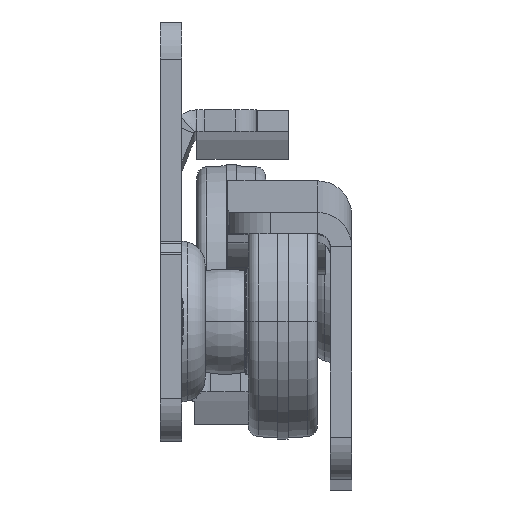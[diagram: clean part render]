
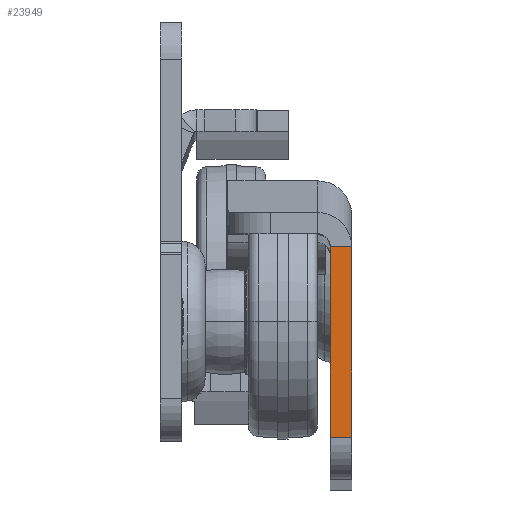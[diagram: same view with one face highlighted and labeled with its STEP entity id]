
A CAD part, top view. The second image highlights one B-rep face of the part: STEP entity #23949.
In plain terms, the highlighted planar face has unit normal (0, 0, 1).
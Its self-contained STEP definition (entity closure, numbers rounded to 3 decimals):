
#1590 = LINE ( 'NONE', #50216, #51131 ) ;
#3405 = ORIENTED_EDGE ( 'NONE', *, *, #16966, .T. ) ;
#6832 = DIRECTION ( 'NONE',  ( 0., -1., 0. ) ) ;
#11019 = DIRECTION ( 'NONE',  ( 0., 0., 1. ) ) ;
#16092 = EDGE_CURVE ( 'NONE', #32897, #17507, #31404, .T. ) ;
#16966 = EDGE_CURVE ( 'NONE', #17507, #19391, #29299, .T. ) ;
#17507 = VERTEX_POINT ( 'NONE', #48222 ) ;
#18952 = ORIENTED_EDGE ( 'NONE', *, *, #40967, .F. ) ;
#19391 = VERTEX_POINT ( 'NONE', #48444 ) ;
#22297 = CARTESIAN_POINT ( 'NONE',  ( 0., 10.226, 545.5 ) ) ;
#22508 = FACE_OUTER_BOUND ( 'NONE', #22511, .T. ) ;
#22511 = EDGE_LOOP ( 'NONE', ( #18952, #40847, #3405, #23635 ) ) ;
#23200 = VECTOR ( 'NONE', #6832, 1000. ) ;
#23552 = VERTEX_POINT ( 'NONE', #22297 ) ;
#23635 = ORIENTED_EDGE ( 'NONE', *, *, #40354, .F. ) ;
#23949 = ADVANCED_FACE ( 'NONE', ( #22508 ), #39093, .T. ) ;
#25797 = CARTESIAN_POINT ( 'NONE',  ( -2., -7.75, 545.5 ) ) ;
#29299 = LINE ( 'NONE', #25797, #50650 ) ;
#31404 = LINE ( 'NONE', #39689, #23200 ) ;
#31626 = DIRECTION ( 'NONE',  ( 1., 0., 0. ) ) ;
#32897 = VERTEX_POINT ( 'NONE', #46792 ) ;
#39093 = PLANE ( 'NONE',  #48275 ) ;
#39292 = LINE ( 'NONE', #43863, #47737 ) ;
#39689 = CARTESIAN_POINT ( 'NONE',  ( -2., -11.75, 545.5 ) ) ;
#40354 = EDGE_CURVE ( 'NONE', #23552, #19391, #1590, .T. ) ;
#40847 = ORIENTED_EDGE ( 'NONE', *, *, #16092, .T. ) ;
#40967 = EDGE_CURVE ( 'NONE', #32897, #23552, #39292, .T. ) ;
#42130 = DIRECTION ( 'NONE',  ( 1., 0., 0. ) ) ;
#43066 = DIRECTION ( 'NONE',  ( 1., 0., 0. ) ) ;
#43863 = CARTESIAN_POINT ( 'NONE',  ( -2., 10.226, 545.5 ) ) ;
#46193 = DIRECTION ( 'NONE',  ( 0., -1., 0. ) ) ;
#46792 = CARTESIAN_POINT ( 'NONE',  ( -2., 10.226, 545.5 ) ) ;
#47737 = VECTOR ( 'NONE', #43066, 1000. ) ;
#48222 = CARTESIAN_POINT ( 'NONE',  ( -2., -7.75, 545.5 ) ) ;
#48275 = AXIS2_PLACEMENT_3D ( 'NONE', #51966, #11019, #31626 ) ;
#48444 = CARTESIAN_POINT ( 'NONE',  ( 0., -7.75, 545.5 ) ) ;
#50216 = CARTESIAN_POINT ( 'NONE',  ( 0., -11.75, 545.5 ) ) ;
#50650 = VECTOR ( 'NONE', #42130, 1000. ) ;
#51131 = VECTOR ( 'NONE', #46193, 1000. ) ;
#51966 = CARTESIAN_POINT ( 'NONE',  ( -2., -11.75, 545.5 ) ) ;
